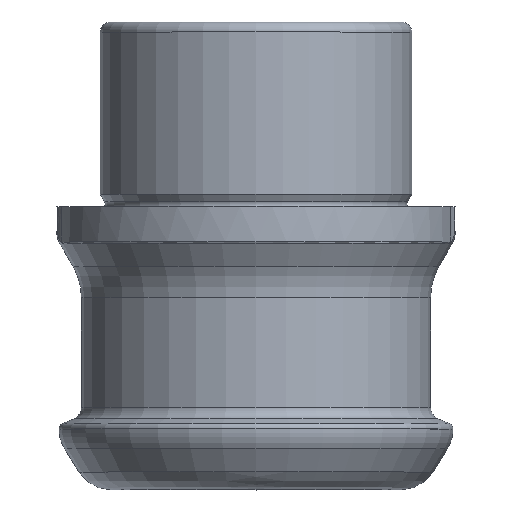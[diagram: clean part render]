
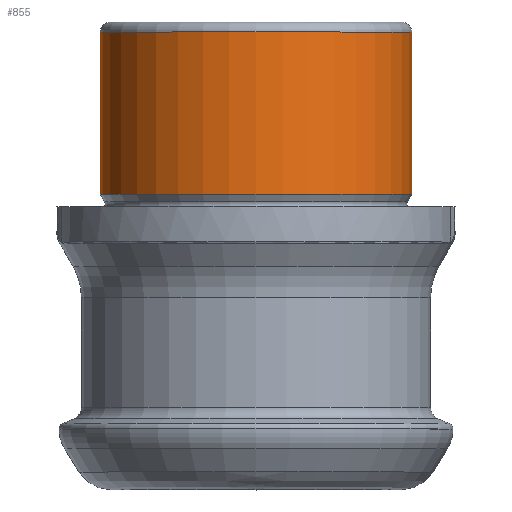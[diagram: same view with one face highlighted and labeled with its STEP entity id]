
A CAD part, top view. The second image highlights one B-rep face of the part: STEP entity #855.
In plain terms, the highlighted cylindrical face has radius 12.5 mm (diameter 25 mm), a full revolution.
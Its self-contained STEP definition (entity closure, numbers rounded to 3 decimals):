
#18 = DIRECTION ( 'NONE',  ( 0., 0., 1. ) ) ;
#37 = EDGE_LOOP ( 'NONE', ( #359 ) ) ;
#80 = CIRCLE ( 'NONE', #625, 12.5 ) ;
#85 = CYLINDRICAL_SURFACE ( 'NONE', #410, 12.5 ) ;
#157 = FACE_OUTER_BOUND ( 'NONE', #37, .T. ) ;
#286 = EDGE_CURVE ( 'NONE', #571, #571, #80, .T. ) ;
#344 = DIRECTION ( 'NONE',  ( 0., 1., 0. ) ) ;
#359 = ORIENTED_EDGE ( 'NONE', *, *, #907, .F. ) ;
#360 = VERTEX_POINT ( 'NONE', #581 ) ;
#410 = AXIS2_PLACEMENT_3D ( 'NONE', #467, #707, #932 ) ;
#424 = CARTESIAN_POINT ( 'NONE',  ( 0., 23.7, 12.5 ) ) ;
#453 = FACE_OUTER_BOUND ( 'NONE', #902, .T. ) ;
#467 = CARTESIAN_POINT ( 'NONE',  ( 0., 39.647, 0. ) ) ;
#486 = CARTESIAN_POINT ( 'NONE',  ( 0., 23.7, 0. ) ) ;
#571 = VERTEX_POINT ( 'NONE', #424 ) ;
#581 = CARTESIAN_POINT ( 'NONE',  ( 0., 36.7, 12.5 ) ) ;
#625 = AXIS2_PLACEMENT_3D ( 'NONE', #486, #344, #868 ) ;
#684 = CARTESIAN_POINT ( 'NONE',  ( 0., 36.7, 0. ) ) ;
#707 = DIRECTION ( 'NONE',  ( 0., 1., 0. ) ) ;
#722 = AXIS2_PLACEMENT_3D ( 'NONE', #684, #841, #18 ) ;
#728 = ORIENTED_EDGE ( 'NONE', *, *, #286, .T. ) ;
#754 = CIRCLE ( 'NONE', #722, 12.5 ) ;
#841 = DIRECTION ( 'NONE',  ( 0., 1., 0. ) ) ;
#855 = ADVANCED_FACE ( 'NONE', ( #157, #453 ), #85, .T. ) ;
#868 = DIRECTION ( 'NONE',  ( 0., 0., 1. ) ) ;
#902 = EDGE_LOOP ( 'NONE', ( #728 ) ) ;
#907 = EDGE_CURVE ( 'NONE', #360, #360, #754, .T. ) ;
#932 = DIRECTION ( 'NONE',  ( 0., 0., 1. ) ) ;
